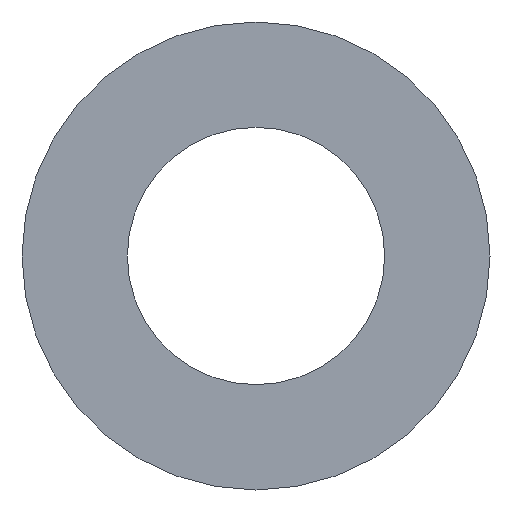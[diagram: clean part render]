
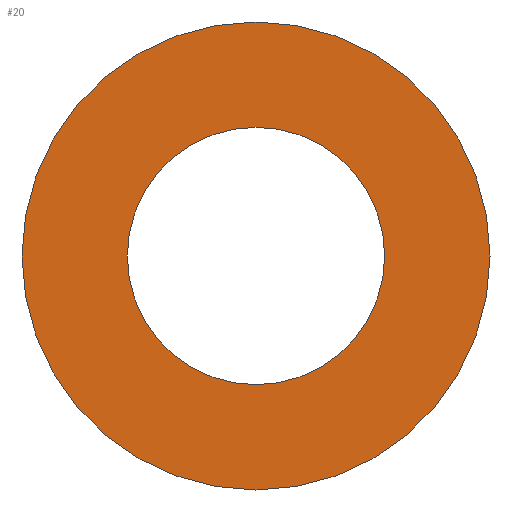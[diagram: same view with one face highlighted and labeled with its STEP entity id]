
A CAD part, left-side view. The second image highlights one B-rep face of the part: STEP entity #20.
In plain terms, the highlighted planar face has unit normal (-1, 0, 0).
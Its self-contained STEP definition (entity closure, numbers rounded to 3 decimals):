
#14 = CIRCLE ( 'NONE', #214, 8.25 ) ;
#20 = ADVANCED_FACE ( 'NONE', ( #75, #322 ), #181, .F. ) ;
#31 = AXIS2_PLACEMENT_3D ( 'NONE', #154, #232, #167 ) ;
#32 = DIRECTION ( 'NONE',  ( -1., 0., 0. ) ) ;
#41 = AXIS2_PLACEMENT_3D ( 'NONE', #280, #32, #448 ) ;
#46 = DIRECTION ( 'NONE',  ( 0., 0., 1. ) ) ;
#51 = ORIENTED_EDGE ( 'NONE', *, *, #417, .F. ) ;
#62 = CIRCLE ( 'NONE', #442, 15. ) ;
#74 = CARTESIAN_POINT ( 'NONE',  ( 0., 15., 0. ) ) ;
#75 = FACE_BOUND ( 'NONE', #215, .T. ) ;
#77 = DIRECTION ( 'NONE',  ( 0., 0., -1. ) ) ;
#83 = DIRECTION ( 'NONE',  ( -1., 0., 0. ) ) ;
#151 = DIRECTION ( 'NONE',  ( 1., 0., 0. ) ) ;
#154 = CARTESIAN_POINT ( 'NONE',  ( 0., 0., 0. ) ) ;
#167 = DIRECTION ( 'NONE',  ( 0., 0., 1. ) ) ;
#170 = DIRECTION ( 'NONE',  ( 0., 0., 1. ) ) ;
#172 = EDGE_CURVE ( 'NONE', #296, #433, #62, .T. ) ;
#173 = ORIENTED_EDGE ( 'NONE', *, *, #172, .T. ) ;
#181 = PLANE ( 'NONE',  #346 ) ;
#186 = VERTEX_POINT ( 'NONE', #221 ) ;
#214 = AXIS2_PLACEMENT_3D ( 'NONE', #378, #381, #170 ) ;
#215 = EDGE_LOOP ( 'NONE', ( #419, #51 ) ) ;
#221 = CARTESIAN_POINT ( 'NONE',  ( 0., 0., -8.25 ) ) ;
#227 = EDGE_CURVE ( 'NONE', #433, #296, #434, .T. ) ;
#232 = DIRECTION ( 'NONE',  ( -1., 0., 0. ) ) ;
#277 = CARTESIAN_POINT ( 'NONE',  ( 0., 0., -15. ) ) ;
#280 = CARTESIAN_POINT ( 'NONE',  ( 0., 0., 0. ) ) ;
#296 = VERTEX_POINT ( 'NONE', #307 ) ;
#307 = CARTESIAN_POINT ( 'NONE',  ( 0., 0., 15. ) ) ;
#318 = CIRCLE ( 'NONE', #41, 8.25 ) ;
#322 = FACE_OUTER_BOUND ( 'NONE', #432, .T. ) ;
#345 = CARTESIAN_POINT ( 'NONE',  ( 0., 0., 8.25 ) ) ;
#346 = AXIS2_PLACEMENT_3D ( 'NONE', #74, #151, #77 ) ;
#356 = ORIENTED_EDGE ( 'NONE', *, *, #227, .T. ) ;
#378 = CARTESIAN_POINT ( 'NONE',  ( 0., 0., 0. ) ) ;
#381 = DIRECTION ( 'NONE',  ( -1., 0., 0. ) ) ;
#390 = VERTEX_POINT ( 'NONE', #345 ) ;
#393 = CARTESIAN_POINT ( 'NONE',  ( 0., 0., 0. ) ) ;
#401 = EDGE_CURVE ( 'NONE', #390, #186, #14, .T. ) ;
#417 = EDGE_CURVE ( 'NONE', #186, #390, #318, .T. ) ;
#419 = ORIENTED_EDGE ( 'NONE', *, *, #401, .F. ) ;
#432 = EDGE_LOOP ( 'NONE', ( #173, #356 ) ) ;
#433 = VERTEX_POINT ( 'NONE', #277 ) ;
#434 = CIRCLE ( 'NONE', #31, 15. ) ;
#442 = AXIS2_PLACEMENT_3D ( 'NONE', #393, #83, #46 ) ;
#448 = DIRECTION ( 'NONE',  ( 0., 0., 1. ) ) ;
